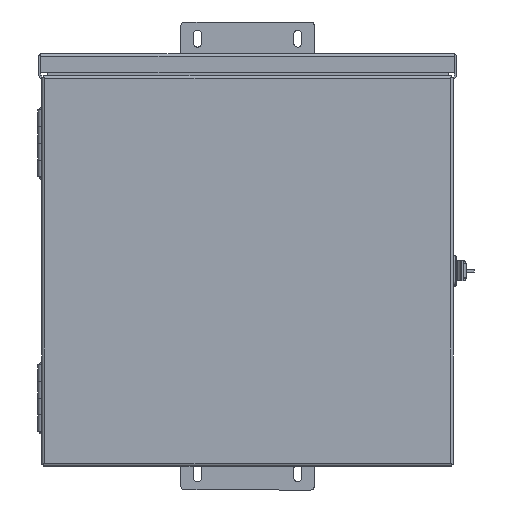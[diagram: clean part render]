
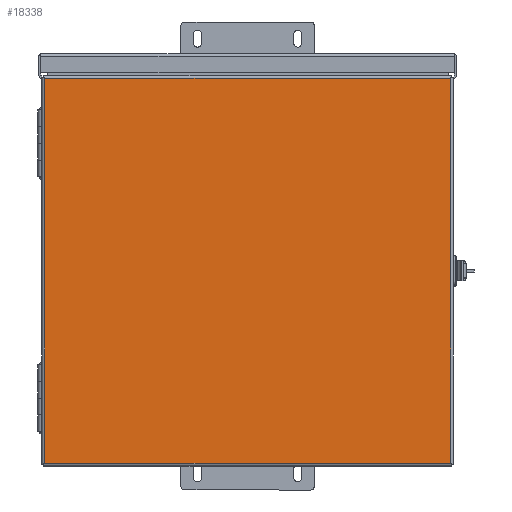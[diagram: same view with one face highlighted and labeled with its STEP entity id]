
A CAD part, front view. The second image highlights one B-rep face of the part: STEP entity #18338.
In plain terms, the highlighted planar face has unit normal (0, -1, 0).
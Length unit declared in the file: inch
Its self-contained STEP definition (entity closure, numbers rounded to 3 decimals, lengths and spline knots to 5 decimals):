
#992 = VECTOR ( 'NONE', #1845, 39.37008 ) ;
#1400 = VECTOR ( 'NONE', #16972, 39.37008 ) ;
#1682 = VERTEX_POINT ( 'NONE', #20859 ) ;
#1845 = DIRECTION ( 'NONE',  ( 0., 0., 1. ) ) ;
#2181 = LINE ( 'NONE', #16588, #21487 ) ;
#2648 = AXIS2_PLACEMENT_3D ( 'NONE', #18244, #7871, #17965 ) ;
#2866 = EDGE_CURVE ( 'NONE', #7672, #10317, #18983, .T. ) ;
#3738 = CARTESIAN_POINT ( 'NONE',  ( -6.07111, -6.217, 5.313 ) ) ;
#4804 = ORIENTED_EDGE ( 'NONE', *, *, #21766, .F. ) ;
#5406 = VERTEX_POINT ( 'NONE', #21732 ) ;
#6219 = DIRECTION ( 'NONE',  ( -1., 0., 0. ) ) ;
#6799 = ORIENTED_EDGE ( 'NONE', *, *, #2866, .F. ) ;
#6976 = CARTESIAN_POINT ( 'NONE',  ( 6.06889, -6.217, -6.2 ) ) ;
#7672 = VERTEX_POINT ( 'NONE', #12280 ) ;
#7871 = DIRECTION ( 'NONE',  ( 0., -1., 0. ) ) ;
#9766 = PLANE ( 'NONE',  #2648 ) ;
#10317 = VERTEX_POINT ( 'NONE', #6976 ) ;
#10721 = VECTOR ( 'NONE', #19901, 39.37008 ) ;
#12280 = CARTESIAN_POINT ( 'NONE',  ( 6.06889, -6.217, 5.313 ) ) ;
#13915 = EDGE_CURVE ( 'NONE', #5406, #1682, #22020, .T. ) ;
#14910 = EDGE_LOOP ( 'NONE', ( #4804, #17306, #19723, #6799 ) ) ;
#15832 = CARTESIAN_POINT ( 'NONE',  ( -6.07111, -6.217, -6.2 ) ) ;
#16588 = CARTESIAN_POINT ( 'NONE',  ( 6.06889, -6.217, -6.2 ) ) ;
#16972 = DIRECTION ( 'NONE',  ( 0., 0., -1. ) ) ;
#17012 = EDGE_CURVE ( 'NONE', #10317, #5406, #2181, .T. ) ;
#17306 = ORIENTED_EDGE ( 'NONE', *, *, #13915, .F. ) ;
#17841 = FACE_OUTER_BOUND ( 'NONE', #14910, .T. ) ;
#17965 = DIRECTION ( 'NONE',  ( 1., 0., 0. ) ) ;
#18244 = CARTESIAN_POINT ( 'NONE',  ( 6.06889, -6.217, -6.2 ) ) ;
#18338 = ADVANCED_FACE ( 'NONE', ( #17841 ), #9766, .T. ) ;
#18845 = CARTESIAN_POINT ( 'NONE',  ( 6.06889, -6.217, 5.313 ) ) ;
#18983 = LINE ( 'NONE', #18845, #1400 ) ;
#19723 = ORIENTED_EDGE ( 'NONE', *, *, #17012, .F. ) ;
#19901 = DIRECTION ( 'NONE',  ( 1., 0., 0. ) ) ;
#20859 = CARTESIAN_POINT ( 'NONE',  ( -6.07111, -6.217, 5.313 ) ) ;
#21487 = VECTOR ( 'NONE', #6219, 39.37008 ) ;
#21732 = CARTESIAN_POINT ( 'NONE',  ( -6.07111, -6.217, -6.2 ) ) ;
#21766 = EDGE_CURVE ( 'NONE', #1682, #7672, #24054, .T. ) ;
#22020 = LINE ( 'NONE', #15832, #992 ) ;
#24054 = LINE ( 'NONE', #3738, #10721 ) ;
